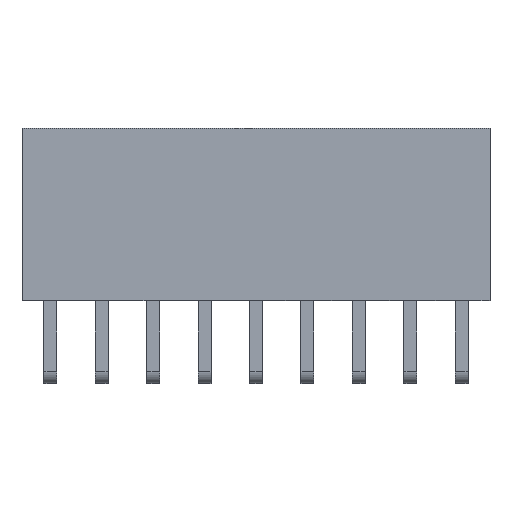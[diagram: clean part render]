
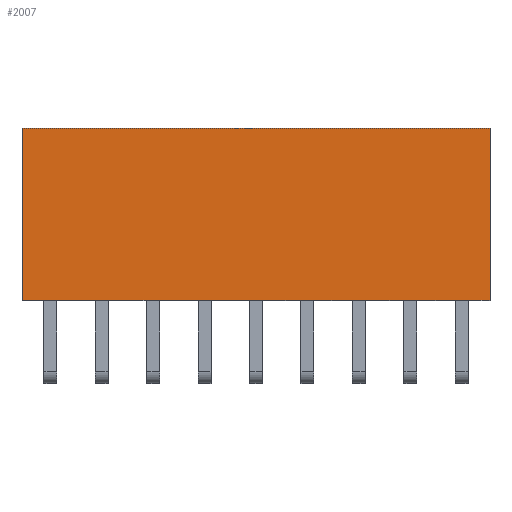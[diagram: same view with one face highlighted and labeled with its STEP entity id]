
A CAD part, top view. The second image highlights one B-rep face of the part: STEP entity #2007.
In plain terms, the highlighted planar face has unit normal (0, 0, 1).
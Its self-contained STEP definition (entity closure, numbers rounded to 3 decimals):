
#2007=ADVANCED_FACE('',(#4069),#4070,.T.);
#4069=FACE_OUTER_BOUND('',#6127,.T.);
#4070=PLANE('',#6128);
#6127=EDGE_LOOP('',(#12784,#12785,#12786,#12787));
#6128=AXIS2_PLACEMENT_3D('',#12788,#12789,#12790);
#12784=ORIENTED_EDGE('',*,*,#15567,.T.);
#12785=ORIENTED_EDGE('',*,*,#15568,.F.);
#12786=ORIENTED_EDGE('',*,*,#15569,.F.);
#12787=ORIENTED_EDGE('',*,*,#15564,.T.);
#12788=CARTESIAN_POINT('',(11.555,4.25,2.5));
#12789=DIRECTION('',(0.,-0.0,1.0));
#12790=DIRECTION('',(0.0,1.0,0.0));
#15564=EDGE_CURVE('',#19619,#19617,#19620,.T.);
#15567=EDGE_CURVE('',#19617,#19623,#19624,.T.);
#15568=EDGE_CURVE('',#19625,#19623,#19626,.T.);
#15569=EDGE_CURVE('',#19619,#19625,#19627,.T.);
#19617=VERTEX_POINT('',#25465);
#19619=VERTEX_POINT('',#25468);
#19620=LINE('',#25469,#25470);
#19623=VERTEX_POINT('',#25474);
#19624=LINE('',#25475,#25476);
#19625=VERTEX_POINT('',#25477);
#19626=LINE('',#25478,#25479);
#19627=LINE('',#25480,#25481);
#25465=CARTESIAN_POINT('',(-11.555,8.5,2.5));
#25468=CARTESIAN_POINT('',(11.555,8.5,2.5));
#25469=CARTESIAN_POINT('',(11.555,8.5,2.5));
#25470=VECTOR('',#28000,1.0);
#25474=CARTESIAN_POINT('',(-11.555,0.0,2.5));
#25475=CARTESIAN_POINT('',(-11.555,8.5,2.5));
#25476=VECTOR('',#28002,1.0);
#25477=CARTESIAN_POINT('',(11.555,0.0,2.5));
#25478=CARTESIAN_POINT('',(11.555,0.0,2.5));
#25479=VECTOR('',#28003,1.0);
#25480=CARTESIAN_POINT('',(11.555,8.5,2.5));
#25481=VECTOR('',#28004,1.0);
#28000=DIRECTION('',(-1.0,0.0,0.));
#28002=DIRECTION('',(0.0,-1.0,0.0));
#28003=DIRECTION('',(-1.0,0.0,0.));
#28004=DIRECTION('',(0.0,-1.0,0.0));
